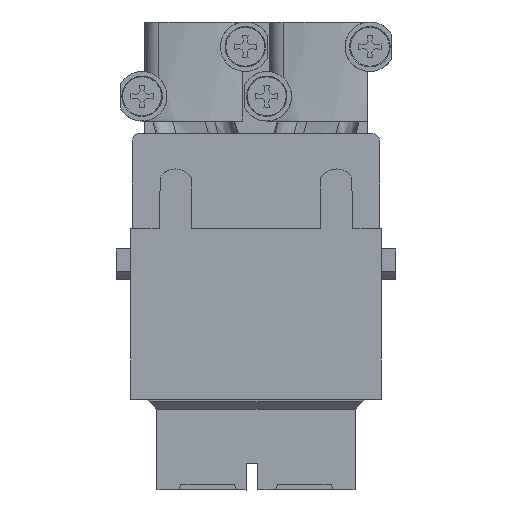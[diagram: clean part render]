
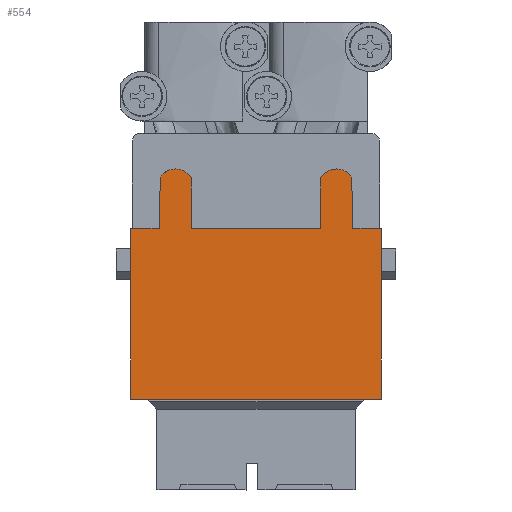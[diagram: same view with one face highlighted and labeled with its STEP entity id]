
A CAD part, left-side view. The second image highlights one B-rep face of the part: STEP entity #554.
In plain terms, the highlighted planar face has unit normal (-1, 0, 0).
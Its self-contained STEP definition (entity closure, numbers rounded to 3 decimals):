
#436=AXIS2_PLACEMENT_3D('Plane Axis2P3D',#433,#434,#435) ;
#82=CARTESIAN_POINT('Vertex',(0.,1.775,31.7)) ;
#85=CARTESIAN_POINT('Line Origine',(0.,1.775,21.35)) ;
#89=CARTESIAN_POINT('Vertex',(0.,1.775,11.)) ;
#277=CARTESIAN_POINT('Vertex',(0.,24.775,31.7)) ;
#282=CARTESIAN_POINT('Line Origine',(0.,16.925,31.7)) ;
#286=CARTESIAN_POINT('Vertex',(0.,9.075,31.7)) ;
#347=CARTESIAN_POINT('Vertex',(0.,5.175,31.7)) ;
#352=CARTESIAN_POINT('Line Origine',(0.,3.475,31.7)) ;
#368=CARTESIAN_POINT('Vertex',(0.,32.075,31.7)) ;
#371=CARTESIAN_POINT('Line Origine',(0.,30.375,31.7)) ;
#375=CARTESIAN_POINT('Vertex',(0.,28.675,31.7)) ;
#433=CARTESIAN_POINT('Axis2P3D Location',(0.,31.925,12.7)) ;
#438=CARTESIAN_POINT('Line Origine',(0.,24.775,34.755)) ;
#442=CARTESIAN_POINT('Vertex',(0.,24.775,37.809)) ;
#446=CARTESIAN_POINT('Control Point',(0.,24.775,37.809)) ;
#447=CARTESIAN_POINT('Control Point',(0.,24.885,37.997)) ;
#448=CARTESIAN_POINT('Control Point',(0.,25.018,38.172)) ;
#449=CARTESIAN_POINT('Control Point',(0.,25.172,38.329)) ;
#450=CARTESIAN_POINT('Control Point',(0.,25.517,38.602)) ;
#451=CARTESIAN_POINT('Control Point',(0.,25.917,38.783)) ;
#452=CARTESIAN_POINT('Control Point',(0.,26.128,38.848)) ;
#453=CARTESIAN_POINT('Control Point',(0.,26.366,38.89)) ;
#454=CARTESIAN_POINT('Control Point',(0.,26.607,38.899)) ;
#455=CARTESIAN_POINT('Control Point',(0.,26.63,38.9)) ;
#456=CARTESIAN_POINT('Control Point',(0.,26.652,38.9)) ;
#457=CARTESIAN_POINT('Control Point',(0.,26.675,38.9)) ;
#458=CARTESIAN_POINT('Vertex',(0.,26.675,38.9)) ;
#462=CARTESIAN_POINT('Control Point',(0.,26.675,38.9)) ;
#463=CARTESIAN_POINT('Control Point',(0.,26.87,38.9)) ;
#464=CARTESIAN_POINT('Control Point',(0.,27.066,38.878)) ;
#465=CARTESIAN_POINT('Control Point',(0.,27.258,38.835)) ;
#466=CARTESIAN_POINT('Control Point',(0.,27.651,38.699)) ;
#467=CARTESIAN_POINT('Control Point',(0.,28.002,38.475)) ;
#468=CARTESIAN_POINT('Control Point',(0.,28.172,38.335)) ;
#469=CARTESIAN_POINT('Control Point',(0.,28.337,38.159)) ;
#470=CARTESIAN_POINT('Control Point',(0.,28.476,37.964)) ;
#471=CARTESIAN_POINT('Control Point',(0.,28.488,37.946)) ;
#472=CARTESIAN_POINT('Control Point',(0.,28.5,37.928)) ;
#473=CARTESIAN_POINT('Control Point',(0.,28.512,37.91)) ;
#474=CARTESIAN_POINT('Vertex',(0.,28.512,37.91)) ;
#477=CARTESIAN_POINT('Line Origine',(0.,28.594,34.805)) ;
#482=CARTESIAN_POINT('Line Origine',(0.,32.075,21.35)) ;
#486=CARTESIAN_POINT('Vertex',(0.,32.075,11.)) ;
#489=CARTESIAN_POINT('Line Origine',(0.,16.925,11.)) ;
#494=CARTESIAN_POINT('Line Origine',(0.,5.256,34.805)) ;
#498=CARTESIAN_POINT('Vertex',(0.,5.338,37.91)) ;
#502=CARTESIAN_POINT('Control Point',(0.,5.338,37.91)) ;
#503=CARTESIAN_POINT('Control Point',(0.,5.458,38.092)) ;
#504=CARTESIAN_POINT('Control Point',(0.,5.6,38.259)) ;
#505=CARTESIAN_POINT('Control Point',(0.,5.762,38.408)) ;
#506=CARTESIAN_POINT('Control Point',(0.,6.12,38.661)) ;
#507=CARTESIAN_POINT('Control Point',(0.,6.529,38.82)) ;
#508=CARTESIAN_POINT('Control Point',(0.,6.741,38.873)) ;
#509=CARTESIAN_POINT('Control Point',(0.,6.958,38.9)) ;
#510=CARTESIAN_POINT('Control Point',(0.,7.175,38.9)) ;
#511=CARTESIAN_POINT('Vertex',(0.,7.175,38.9)) ;
#515=CARTESIAN_POINT('Control Point',(0.,7.175,38.9)) ;
#516=CARTESIAN_POINT('Control Point',(0.,7.176,38.9)) ;
#517=CARTESIAN_POINT('Control Point',(0.,7.177,38.9)) ;
#518=CARTESIAN_POINT('Control Point',(0.,7.178,38.9)) ;
#519=CARTESIAN_POINT('Control Point',(0.,7.397,38.9)) ;
#520=CARTESIAN_POINT('Control Point',(0.,7.616,38.872)) ;
#521=CARTESIAN_POINT('Control Point',(0.,7.83,38.817)) ;
#522=CARTESIAN_POINT('Control Point',(0.,8.238,38.657)) ;
#523=CARTESIAN_POINT('Control Point',(0.,8.596,38.401)) ;
#524=CARTESIAN_POINT('Control Point',(0.,8.758,38.252)) ;
#525=CARTESIAN_POINT('Control Point',(0.,8.913,38.067)) ;
#526=CARTESIAN_POINT('Control Point',(0.,9.042,37.865)) ;
#527=CARTESIAN_POINT('Control Point',(0.,9.053,37.846)) ;
#528=CARTESIAN_POINT('Control Point',(0.,9.064,37.828)) ;
#529=CARTESIAN_POINT('Control Point',(0.,9.075,37.809)) ;
#530=CARTESIAN_POINT('Vertex',(0.,9.075,37.809)) ;
#533=CARTESIAN_POINT('Line Origine',(0.,9.075,34.755)) ;
#86=DIRECTION('Vector Direction',(0.,0.,-1.)) ;
#283=DIRECTION('Vector Direction',(0.,-1.,0.)) ;
#353=DIRECTION('Vector Direction',(0.,1.,0.)) ;
#372=DIRECTION('Vector Direction',(0.,1.,0.)) ;
#434=DIRECTION('Axis2P3D Direction',(1.,0.,0.)) ;
#435=DIRECTION('Axis2P3D XDirection',(0.,1.,0.)) ;
#439=DIRECTION('Vector Direction',(0.,0.,1.)) ;
#478=DIRECTION('Vector Direction',(0.,-0.026,1.)) ;
#483=DIRECTION('Vector Direction',(0.,0.,-1.)) ;
#490=DIRECTION('Vector Direction',(0.,1.,0.)) ;
#495=DIRECTION('Vector Direction',(0.,-0.026,-1.)) ;
#534=DIRECTION('Vector Direction',(0.,0.,-1.)) ;
#87=VECTOR('Line Direction',#86,1.) ;
#284=VECTOR('Line Direction',#283,1.) ;
#354=VECTOR('Line Direction',#353,1.) ;
#373=VECTOR('Line Direction',#372,1.) ;
#440=VECTOR('Line Direction',#439,1.) ;
#479=VECTOR('Line Direction',#478,1.) ;
#484=VECTOR('Line Direction',#483,1.) ;
#491=VECTOR('Line Direction',#490,1.) ;
#496=VECTOR('Line Direction',#495,1.) ;
#535=VECTOR('Line Direction',#534,1.) ;
#539=ORIENTED_EDGE('',*,*,#288,.F.) ;
#540=ORIENTED_EDGE('',*,*,#444,.T.) ;
#541=ORIENTED_EDGE('',*,*,#460,.T.) ;
#542=ORIENTED_EDGE('',*,*,#476,.T.) ;
#543=ORIENTED_EDGE('',*,*,#481,.F.) ;
#544=ORIENTED_EDGE('',*,*,#377,.T.) ;
#545=ORIENTED_EDGE('',*,*,#488,.T.) ;
#546=ORIENTED_EDGE('',*,*,#493,.F.) ;
#547=ORIENTED_EDGE('',*,*,#91,.F.) ;
#548=ORIENTED_EDGE('',*,*,#356,.T.) ;
#549=ORIENTED_EDGE('',*,*,#500,.F.) ;
#550=ORIENTED_EDGE('',*,*,#513,.T.) ;
#551=ORIENTED_EDGE('',*,*,#532,.T.) ;
#552=ORIENTED_EDGE('',*,*,#537,.T.) ;
#554=ADVANCED_FACE('Hauptk\X2\00F6\X0\rper',(#553),#437,.F.) ;
#445=B_SPLINE_CURVE_WITH_KNOTS('',5,(#446,#447,#448,#449,#450,#451,#452,#453,#454,#455,#456,#457),.UNSPECIFIED.,.F.,.U.,(6,3,3,6),(0.,1.541,3.083,3.243),.UNSPECIFIED.) ;
#461=B_SPLINE_CURVE_WITH_KNOTS('',5,(#462,#463,#464,#465,#466,#467,#468,#469,#470,#471,#472,#473),.UNSPECIFIED.,.F.,.U.,(6,3,3,6),(3.243,4.624,6.166,6.319),.UNSPECIFIED.) ;
#501=B_SPLINE_CURVE_WITH_KNOTS('',5,(#502,#503,#504,#505,#506,#507,#508,#509,#510),.UNSPECIFIED.,.F.,.U.,(6,3,6),(0.,1.541,3.075),.UNSPECIFIED.) ;
#514=B_SPLINE_CURVE_WITH_KNOTS('',5,(#515,#516,#517,#518,#519,#520,#521,#522,#523,#524,#525,#526,#527,#528,#529),.UNSPECIFIED.,.F.,.U.,(6,3,3,3,6),(3.075,3.083,4.624,6.166,6.319),.UNSPECIFIED.) ;
#91=EDGE_CURVE('',#83,#90,#88,.T.) ;
#288=EDGE_CURVE('',#278,#287,#285,.T.) ;
#356=EDGE_CURVE('',#83,#348,#355,.T.) ;
#377=EDGE_CURVE('',#376,#369,#374,.T.) ;
#444=EDGE_CURVE('',#278,#443,#441,.T.) ;
#460=EDGE_CURVE('',#443,#459,#445,.T.) ;
#476=EDGE_CURVE('',#459,#475,#461,.T.) ;
#481=EDGE_CURVE('',#376,#475,#480,.T.) ;
#488=EDGE_CURVE('',#369,#487,#485,.T.) ;
#493=EDGE_CURVE('',#90,#487,#492,.T.) ;
#500=EDGE_CURVE('',#499,#348,#497,.T.) ;
#513=EDGE_CURVE('',#499,#512,#501,.T.) ;
#532=EDGE_CURVE('',#512,#531,#514,.T.) ;
#537=EDGE_CURVE('',#531,#287,#536,.T.) ;
#538=EDGE_LOOP('',(#539,#540,#541,#542,#543,#544,#545,#546,#547,#548,#549,#550,#551,#552)) ;
#553=FACE_OUTER_BOUND('',#538,.T.) ;
#88=LINE('Line',#85,#87) ;
#285=LINE('Line',#282,#284) ;
#355=LINE('Line',#352,#354) ;
#374=LINE('Line',#371,#373) ;
#441=LINE('Line',#438,#440) ;
#480=LINE('Line',#477,#479) ;
#485=LINE('Line',#482,#484) ;
#492=LINE('Line',#489,#491) ;
#497=LINE('Line',#494,#496) ;
#536=LINE('Line',#533,#535) ;
#437=PLANE('',#436) ;
#83=VERTEX_POINT('',#82) ;
#90=VERTEX_POINT('',#89) ;
#278=VERTEX_POINT('',#277) ;
#287=VERTEX_POINT('',#286) ;
#348=VERTEX_POINT('',#347) ;
#369=VERTEX_POINT('',#368) ;
#376=VERTEX_POINT('',#375) ;
#443=VERTEX_POINT('',#442) ;
#459=VERTEX_POINT('',#458) ;
#475=VERTEX_POINT('',#474) ;
#487=VERTEX_POINT('',#486) ;
#499=VERTEX_POINT('',#498) ;
#512=VERTEX_POINT('',#511) ;
#531=VERTEX_POINT('',#530) ;
